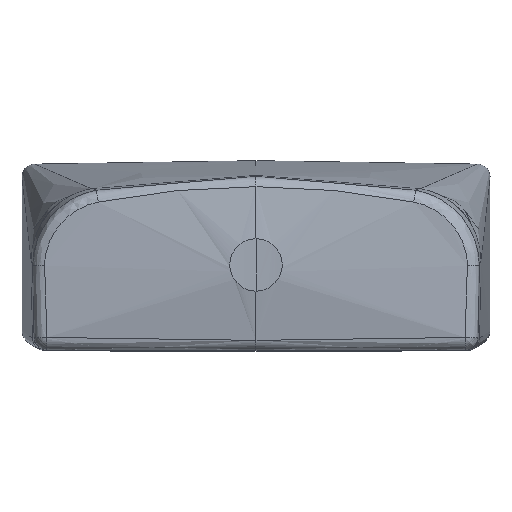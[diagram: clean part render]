
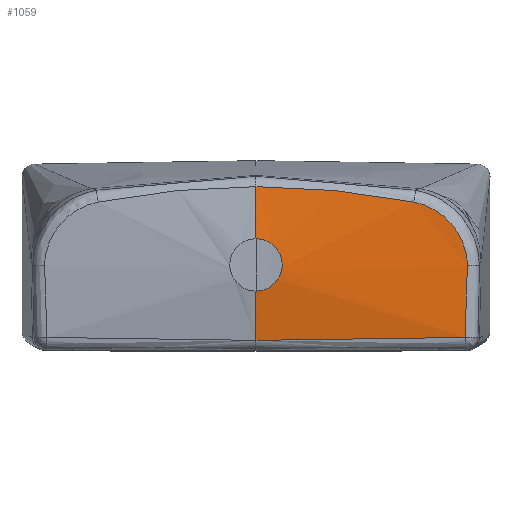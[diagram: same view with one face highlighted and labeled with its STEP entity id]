
A CAD part, top view. The second image highlights one B-rep face of the part: STEP entity #1059.
In plain terms, the highlighted free-form (B-spline) face has degree [3, 3] with [9, 6] control points.
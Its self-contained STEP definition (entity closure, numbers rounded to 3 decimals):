
#1059=ADVANCED_FACE('',(#1684),#1575,.T.);
#1575=B_SPLINE_SURFACE_WITH_KNOTS('',3,3,((#16546,#16547,#16548,#16549,
#16550,#16551),(#16552,#16553,#16554,#16555,#16556,#16557),(#16558,#16559,
#16560,#16561,#16562,#16563),(#16564,#16565,#16566,#16567,#16568,#16569),
(#16570,#16571,#16572,#16573,#16574,#16575),(#16576,#16577,#16578,#16579,
#16580,#16581),(#16582,#16583,#16584,#16585,#16586,#16587),(#16588,#16589,
#16590,#16591,#16592,#16593),(#16594,#16595,#16596,#16597,#16598,#16599)),
 .UNSPECIFIED.,.F.,.F.,.F.,(4,1,1,1,1,1,4),(4,1,1,4),(0.,0.146,
0.323,0.5,0.677,0.854,
1.),(0.,0.176,0.835,1.),.UNSPECIFIED.);
#1684=FACE_OUTER_BOUND('',#2205,.T.);
#2205=EDGE_LOOP('',(#2846,#2847,#2848,#2849,#2850,#2851,#2852));
#2846=ORIENTED_EDGE('',*,*,#5916,.F.);
#2847=ORIENTED_EDGE('',*,*,#5914,.T.);
#2848=ORIENTED_EDGE('',*,*,#5917,.F.);
#2849=ORIENTED_EDGE('',*,*,#5906,.F.);
#2850=ORIENTED_EDGE('',*,*,#5900,.F.);
#2851=ORIENTED_EDGE('',*,*,#5897,.F.);
#2852=ORIENTED_EDGE('',*,*,#5894,.F.);
#5182=VERTEX_POINT('',#11466);
#5184=VERTEX_POINT('',#11480);
#5186=VERTEX_POINT('',#11512);
#5188=VERTEX_POINT('',#11570);
#5192=VERTEX_POINT('',#11658);
#5194=VERTEX_POINT('',#11800);
#5195=VERTEX_POINT('',#11801);
#5894=EDGE_CURVE('',#5184,#5182,#7103,.T.);
#5897=EDGE_CURVE('',#5182,#5186,#7106,.T.);
#5900=EDGE_CURVE('',#5186,#5188,#7109,.T.);
#5906=EDGE_CURVE('',#5188,#5192,#7113,.T.);
#5914=EDGE_CURVE('',#5195,#5194,#7121,.T.);
#5916=EDGE_CURVE('',#5195,#5184,#7123,.T.);
#5917=EDGE_CURVE('',#5192,#5194,#7124,.T.);
#7103=B_SPLINE_CURVE_WITH_KNOTS('',3,(#11481,#11482,#11483,#11484,#11485,
#11486),.UNSPECIFIED.,.F.,.F.,(4,2,4),(0.,0.5,1.),.UNSPECIFIED.);
#7106=B_SPLINE_CURVE_WITH_KNOTS('',3,(#11521,#11522,#11523,#11524,#11525,
#11526),.UNSPECIFIED.,.F.,.F.,(4,2,4),(0.,0.5,1.),.UNSPECIFIED.);
#7109=B_SPLINE_CURVE_WITH_KNOTS('',3,(#11575,#11576,#11577,#11578),
 .UNSPECIFIED.,.F.,.F.,(4,4),(0.,1.),.UNSPECIFIED.);
#7113=B_SPLINE_CURVE_WITH_KNOTS('',3,(#11652,#11653,#11654,#11655,#11656,
#11657),.UNSPECIFIED.,.F.,.F.,(4,2,4),(0.,0.5,1.),.UNSPECIFIED.);
#7121=B_SPLINE_CURVE_WITH_KNOTS('',3,(#11802,#11803,#11804,#11805,#11806,
#11807,#11808,#11809,#11810,#11811),.UNSPECIFIED.,.F.,.F.,(4,2,2,2,4),(0.,
0.25,0.5,0.75,1.),.UNSPECIFIED.);
#7123=B_SPLINE_CURVE_WITH_KNOTS('',3,(#16536,#16537,#16538,#16539,#16540),
 .UNSPECIFIED.,.F.,.F.,(4,1,4),(0.,0.318,1.),.UNSPECIFIED.);
#7124=B_SPLINE_CURVE_WITH_KNOTS('',3,(#16541,#16542,#16543,#16544,#16545),
 .UNSPECIFIED.,.F.,.F.,(4,1,4),(0.,0.635,1.),.UNSPECIFIED.);
#11466=CARTESIAN_POINT('',(135.16,41.773,219.768));
#11480=CARTESIAN_POINT('',(0.,54.939,219.148));
#11481=CARTESIAN_POINT('',(0.004,54.939,219.148));
#11482=CARTESIAN_POINT('',(22.681,54.939,219.148));
#11483=CARTESIAN_POINT('',(45.341,53.799,219.388));
#11484=CARTESIAN_POINT('',(90.448,49.34,219.866));
#11485=CARTESIAN_POINT('',(112.887,46.02,220.075));
#11486=CARTESIAN_POINT('',(135.16,41.773,219.768));
#11512=CARTESIAN_POINT('',(181.176,-12.781,218.621));
#11521=CARTESIAN_POINT('',(135.16,41.773,219.768));
#11522=CARTESIAN_POINT('',(147.92,39.332,219.592));
#11523=CARTESIAN_POINT('',(159.462,32.485,219.576));
#11524=CARTESIAN_POINT('',(176.252,12.77,219.03));
#11525=CARTESIAN_POINT('',(181.092,0.213,218.629));
#11526=CARTESIAN_POINT('',(181.176,-12.781,218.621));
#11570=CARTESIAN_POINT('',(179.206,-74.28,217.979));
#11575=CARTESIAN_POINT('',(181.176,-12.781,218.621));
#11576=CARTESIAN_POINT('',(181.313,-33.309,218.608));
#11577=CARTESIAN_POINT('',(180.639,-53.809,218.477));
#11578=CARTESIAN_POINT('',(179.206,-74.28,217.979));
#11652=CARTESIAN_POINT('',(179.206,-74.28,217.979));
#11653=CARTESIAN_POINT('',(149.356,-75.217,218.782));
#11654=CARTESIAN_POINT('',(119.491,-75.763,219.263));
#11655=CARTESIAN_POINT('',(59.751,-76.566,219.869));
#11656=CARTESIAN_POINT('',(29.878,-76.763,219.994));
#11657=CARTESIAN_POINT('',(0.004,-76.763,219.994));
#11658=CARTESIAN_POINT('',(0.,-76.763,219.994));
#11800=CARTESIAN_POINT('',(0.,-34.57,226.23));
#11801=CARTESIAN_POINT('',(0.,10.248,226.139));
#11802=CARTESIAN_POINT('',(0.004,10.248,226.139));
#11803=CARTESIAN_POINT('',(5.948,10.248,226.139));
#11804=CARTESIAN_POINT('',(11.647,7.886,226.318));
#11805=CARTESIAN_POINT('',(20.051,-0.518,226.72));
#11806=CARTESIAN_POINT('',(22.408,-6.208,226.899));
#11807=CARTESIAN_POINT('',(22.417,-18.082,226.923));
#11808=CARTESIAN_POINT('',(20.061,-23.789,226.767));
#11809=CARTESIAN_POINT('',(11.66,-32.202,226.399));
#11810=CARTESIAN_POINT('',(5.953,-34.57,226.23));
#11811=CARTESIAN_POINT('',(0.004,-34.57,226.23));
#16536=CARTESIAN_POINT('',(-0.004,10.248,226.139));
#16537=CARTESIAN_POINT('',(-0.004,15.052,225.763));
#16538=CARTESIAN_POINT('',(-0.004,30.131,224.207));
#16539=CARTESIAN_POINT('',(-0.004,44.987,221.5));
#16540=CARTESIAN_POINT('',(-0.004,54.939,219.148));
#16541=CARTESIAN_POINT('',(-0.004,-76.763,219.994));
#16542=CARTESIAN_POINT('',(-0.004,-67.998,221.947));
#16543=CARTESIAN_POINT('',(-0.004,-53.985,224.406));
#16544=CARTESIAN_POINT('',(-0.004,-39.773,225.843));
#16545=CARTESIAN_POINT('',(-0.004,-34.57,226.23));
#16546=CARTESIAN_POINT('',(-51.226,90.756,209.411));
#16547=CARTESIAN_POINT('',(-34.148,90.525,209.103));
#16548=CARTESIAN_POINT('',(46.823,89.661,208.339));
#16549=CARTESIAN_POINT('',(143.708,90.356,212.713));
#16550=CARTESIAN_POINT('',(223.479,92.334,220.614));
#16551=CARTESIAN_POINT('',(239.432,92.771,222.324));
#16552=CARTESIAN_POINT('',(-51.21,80.905,212.312));
#16553=CARTESIAN_POINT('',(-34.138,80.763,212.11));
#16554=CARTESIAN_POINT('',(46.808,80.227,211.606));
#16555=CARTESIAN_POINT('',(143.693,80.657,214.439));
#16556=CARTESIAN_POINT('',(223.488,81.881,219.565));
#16557=CARTESIAN_POINT('',(239.446,82.152,220.674));
#16558=CARTESIAN_POINT('',(-51.176,59.138,218.723));
#16559=CARTESIAN_POINT('',(-34.117,59.19,218.756));
#16560=CARTESIAN_POINT('',(46.773,59.382,218.825));
#16561=CARTESIAN_POINT('',(143.658,59.226,218.251));
#16562=CARTESIAN_POINT('',(223.507,58.783,217.245));
#16563=CARTESIAN_POINT('',(239.478,58.686,217.027));
#16564=CARTESIAN_POINT('',(-51.242,24.524,224.949));
#16565=CARTESIAN_POINT('',(-34.158,24.628,225.266));
#16566=CARTESIAN_POINT('',(46.84,25.016,226.113));
#16567=CARTESIAN_POINT('',(143.725,24.713,222.162));
#16568=CARTESIAN_POINT('',(223.47,23.839,214.871));
#16569=CARTESIAN_POINT('',(239.416,23.645,213.292));
#16570=CARTESIAN_POINT('',(-51.287,-12.755,227.161));
#16571=CARTESIAN_POINT('',(-34.185,-12.755,227.591));
#16572=CARTESIAN_POINT('',(46.884,-12.755,228.762));
#16573=CARTESIAN_POINT('',(143.769,-12.755,223.595));
#16574=CARTESIAN_POINT('',(223.445,-12.755,214.002));
#16575=CARTESIAN_POINT('',(239.375,-12.755,211.923));
#16576=CARTESIAN_POINT('',(-51.242,-50.035,224.949));
#16577=CARTESIAN_POINT('',(-34.158,-50.138,225.266));
#16578=CARTESIAN_POINT('',(46.84,-50.526,226.113));
#16579=CARTESIAN_POINT('',(143.725,-50.223,222.162));
#16580=CARTESIAN_POINT('',(223.47,-49.349,214.871));
#16581=CARTESIAN_POINT('',(239.416,-49.155,213.292));
#16582=CARTESIAN_POINT('',(-51.176,-84.649,218.723));
#16583=CARTESIAN_POINT('',(-34.117,-84.7,218.756));
#16584=CARTESIAN_POINT('',(46.773,-84.892,218.825));
#16585=CARTESIAN_POINT('',(143.658,-84.736,218.251));
#16586=CARTESIAN_POINT('',(223.507,-84.294,217.245));
#16587=CARTESIAN_POINT('',(239.478,-84.196,217.027));
#16588=CARTESIAN_POINT('',(-51.21,-106.415,212.312));
#16589=CARTESIAN_POINT('',(-34.138,-106.273,212.11));
#16590=CARTESIAN_POINT('',(46.808,-105.738,211.606));
#16591=CARTESIAN_POINT('',(143.693,-106.167,214.439));
#16592=CARTESIAN_POINT('',(223.488,-107.391,219.565));
#16593=CARTESIAN_POINT('',(239.446,-107.662,220.674));
#16594=CARTESIAN_POINT('',(-51.226,-116.266,209.411));
#16595=CARTESIAN_POINT('',(-34.148,-116.035,209.103));
#16596=CARTESIAN_POINT('',(46.823,-115.171,208.339));
#16597=CARTESIAN_POINT('',(143.708,-115.866,212.713));
#16598=CARTESIAN_POINT('',(223.479,-117.844,220.614));
#16599=CARTESIAN_POINT('',(239.432,-118.281,222.324));
